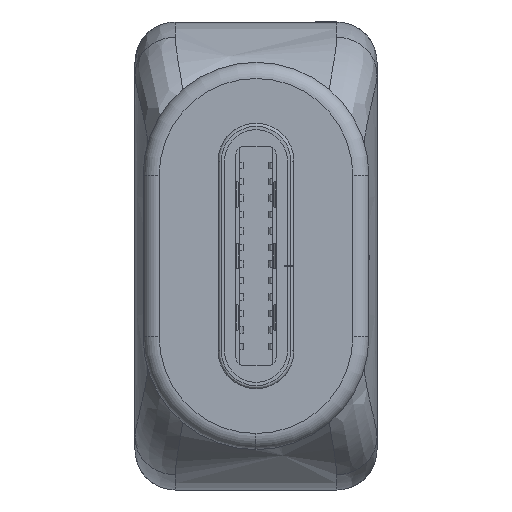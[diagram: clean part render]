
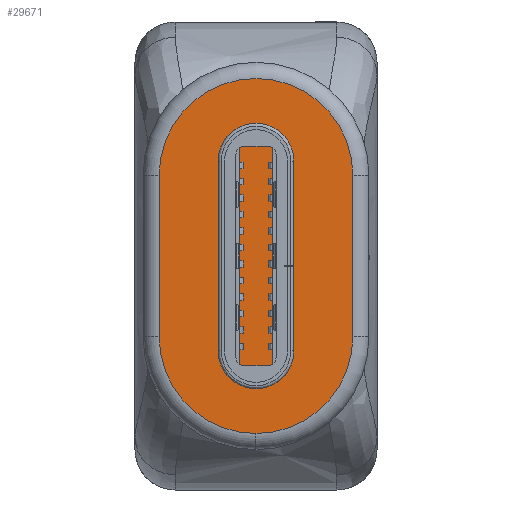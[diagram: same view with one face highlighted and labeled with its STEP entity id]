
A CAD part, left-side view. The second image highlights one B-rep face of the part: STEP entity #29671.
In plain terms, the highlighted planar face has unit normal (-1, 0, 0).
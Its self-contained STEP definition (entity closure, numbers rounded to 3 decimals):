
#884 = VERTEX_POINT ( 'NONE', #2880 ) ;
#2880 = CARTESIAN_POINT ( 'NONE',  ( 0., 3., 2.5 ) ) ;
#3468 = CARTESIAN_POINT ( 'NONE',  ( 0., -3., 2.5 ) ) ;
#4466 = CARTESIAN_POINT ( 'NONE',  ( 0., 0., 2.5 ) ) ;
#6139 = ORIENTED_EDGE ( 'NONE', *, *, #36726, .T. ) ;
#6779 = DIRECTION ( 'NONE',  ( 0., 0., -1. ) ) ;
#6899 = FACE_OUTER_BOUND ( 'NONE', #41214, .T. ) ;
#8388 = VERTEX_POINT ( 'NONE', #40633 ) ;
#10496 = CIRCLE ( 'NONE', #16191, 3. ) ;
#11140 = LINE ( 'NONE', #32373, #46760 ) ;
#12074 = CARTESIAN_POINT ( 'NONE',  ( 0., 0., -2.5 ) ) ;
#14445 = VERTEX_POINT ( 'NONE', #45157 ) ;
#15110 = DIRECTION ( 'NONE',  ( 0., 0., -1. ) ) ;
#16191 = AXIS2_PLACEMENT_3D ( 'NONE', #12074, #46454, #50604 ) ;
#17431 = DIRECTION ( 'NONE',  ( 0., 0., 1. ) ) ;
#18303 = ORIENTED_EDGE ( 'NONE', *, *, #41166, .T. ) ;
#19641 = EDGE_CURVE ( 'NONE', #8388, #48776, #10496, .T. ) ;
#23733 = AXIS2_PLACEMENT_3D ( 'NONE', #36662, #27953, #6779 ) ;
#27903 = DIRECTION ( 'NONE',  ( 0., 0., -1. ) ) ;
#27953 = DIRECTION ( 'NONE',  ( -1., 0., 0. ) ) ;
#28441 = EDGE_CURVE ( 'NONE', #33712, #884, #36841, .T. ) ;
#29671 = ADVANCED_FACE ( 'NONE', ( #6899 ), #34932, .F. ) ;
#30564 = DIRECTION ( 'NONE',  ( 0., 0., -1. ) ) ;
#32373 = CARTESIAN_POINT ( 'NONE',  ( 0., 3., 2.5 ) ) ;
#33712 = VERTEX_POINT ( 'NONE', #3468 ) ;
#34555 = DIRECTION ( 'NONE',  ( 1., 0., 0. ) ) ;
#34803 = ORIENTED_EDGE ( 'NONE', *, *, #28441, .T. ) ;
#34932 = PLANE ( 'NONE',  #45577 ) ;
#36660 = CIRCLE ( 'NONE', #23733, 3. ) ;
#36662 = CARTESIAN_POINT ( 'NONE',  ( 0., 0., -2.5 ) ) ;
#36726 = EDGE_CURVE ( 'NONE', #14445, #33712, #44431, .T. ) ;
#36773 = ORIENTED_EDGE ( 'NONE', *, *, #47139, .T. ) ;
#36841 = CIRCLE ( 'NONE', #47785, 3. ) ;
#40633 = CARTESIAN_POINT ( 'NONE',  ( 0., 3., -2.5 ) ) ;
#41166 = EDGE_CURVE ( 'NONE', #48776, #14445, #36660, .T. ) ;
#41214 = EDGE_LOOP ( 'NONE', ( #44101, #18303, #6139, #34803, #36773 ) ) ;
#44101 = ORIENTED_EDGE ( 'NONE', *, *, #19641, .T. ) ;
#44431 = LINE ( 'NONE', #47900, #53845 ) ;
#45157 = CARTESIAN_POINT ( 'NONE',  ( 0., -3., -2.5 ) ) ;
#45577 = AXIS2_PLACEMENT_3D ( 'NONE', #4466, #34555, #30564 ) ;
#46216 = CARTESIAN_POINT ( 'NONE',  ( 0., 0., -5.5 ) ) ;
#46454 = DIRECTION ( 'NONE',  ( -1., 0., 0. ) ) ;
#46760 = VECTOR ( 'NONE', #15110, 1000. ) ;
#47139 = EDGE_CURVE ( 'NONE', #884, #8388, #11140, .T. ) ;
#47785 = AXIS2_PLACEMENT_3D ( 'NONE', #53712, #49572, #27903 ) ;
#47900 = CARTESIAN_POINT ( 'NONE',  ( 0., -3., 2.5 ) ) ;
#48776 = VERTEX_POINT ( 'NONE', #46216 ) ;
#49572 = DIRECTION ( 'NONE',  ( -1., 0., 0. ) ) ;
#50604 = DIRECTION ( 'NONE',  ( 0., 0., -1. ) ) ;
#53712 = CARTESIAN_POINT ( 'NONE',  ( 0., 0., 2.5 ) ) ;
#53845 = VECTOR ( 'NONE', #17431, 1000. ) ;
